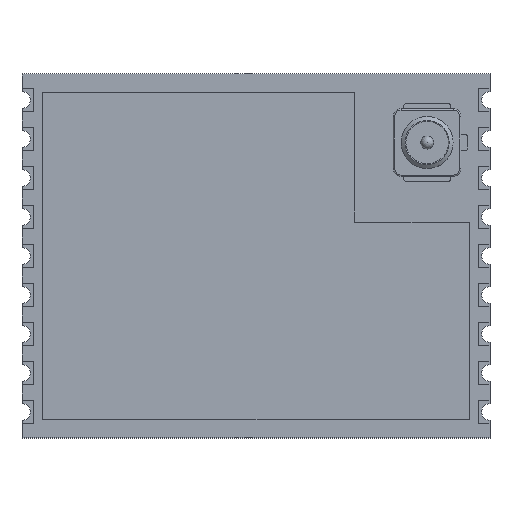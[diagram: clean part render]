
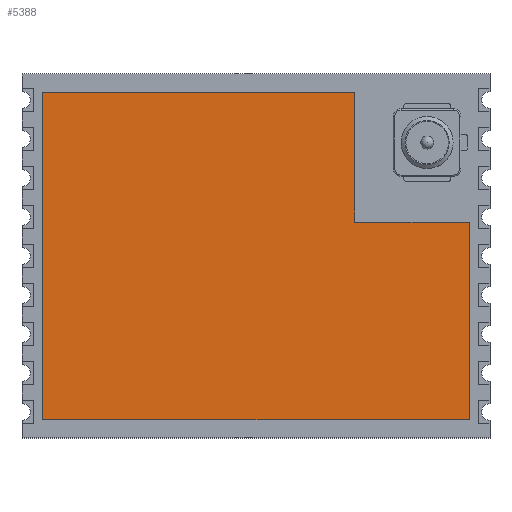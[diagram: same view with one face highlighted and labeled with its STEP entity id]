
A CAD part, top view. The second image highlights one B-rep face of the part: STEP entity #5388.
In plain terms, the highlighted planar face has unit normal (0, 0, 1).
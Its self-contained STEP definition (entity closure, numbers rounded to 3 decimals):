
#603=FACE_OUTER_BOUND('',#910,.T.);
#910=EDGE_LOOP('',(#4841,#4842,#4843,#4844,#4845,#4846));
#1507=LINE('',#9002,#2118);
#1510=LINE('',#9008,#2121);
#1513=LINE('',#9014,#2124);
#1516=LINE('',#9020,#2127);
#1519=LINE('',#9026,#2130);
#1522=LINE('',#9030,#2133);
#2118=VECTOR('',#7391,10.);
#2121=VECTOR('',#7396,10.);
#2124=VECTOR('',#7401,10.);
#2127=VECTOR('',#7406,10.);
#2130=VECTOR('',#7411,10.);
#2133=VECTOR('',#7416,10.);
#2614=VERTEX_POINT('',#8999);
#2615=VERTEX_POINT('',#9001);
#2617=VERTEX_POINT('',#9007);
#2619=VERTEX_POINT('',#9013);
#2621=VERTEX_POINT('',#9019);
#2623=VERTEX_POINT('',#9025);
#3351=EDGE_CURVE('',#2615,#2614,#1507,.T.);
#3354=EDGE_CURVE('',#2617,#2615,#1510,.T.);
#3357=EDGE_CURVE('',#2619,#2617,#1513,.T.);
#3360=EDGE_CURVE('',#2621,#2619,#1516,.T.);
#3363=EDGE_CURVE('',#2623,#2621,#1519,.T.);
#3366=EDGE_CURVE('',#2614,#2623,#1522,.T.);
#4841=ORIENTED_EDGE('',*,*,#3366,.T.);
#4842=ORIENTED_EDGE('',*,*,#3363,.T.);
#4843=ORIENTED_EDGE('',*,*,#3360,.T.);
#4844=ORIENTED_EDGE('',*,*,#3357,.T.);
#4845=ORIENTED_EDGE('',*,*,#3354,.T.);
#4846=ORIENTED_EDGE('',*,*,#3351,.T.);
#5085=PLANE('',#5915);
#5388=ADVANCED_FACE('',(#603),#5085,.T.);
#5915=AXIS2_PLACEMENT_3D('',#9031,#7417,#7418);
#7391=DIRECTION('',(0.,1.,0.));
#7396=DIRECTION('',(-1.,0.,0.));
#7401=DIRECTION('',(0.,1.,0.));
#7406=DIRECTION('',(1.,0.,0.));
#7411=DIRECTION('',(0.,-1.,0.));
#7416=DIRECTION('',(-1.,0.,0.));
#7417=DIRECTION('center_axis',(0.,0.,1.));
#7418=DIRECTION('ref_axis',(1.,0.,0.));
#8999=CARTESIAN_POINT('',(12.8,13.3,3.1));
#9001=CARTESIAN_POINT('',(12.8,8.3,3.1));
#9002=CARTESIAN_POINT('',(12.8,8.3,3.1));
#9007=CARTESIAN_POINT('',(17.2,8.3,3.1));
#9008=CARTESIAN_POINT('',(17.2,8.3,3.1));
#9013=CARTESIAN_POINT('',(17.2,0.7,3.1));
#9014=CARTESIAN_POINT('',(17.2,0.7,3.1));
#9019=CARTESIAN_POINT('',(0.8,0.7,3.1));
#9020=CARTESIAN_POINT('',(0.8,0.7,3.1));
#9025=CARTESIAN_POINT('',(0.8,13.3,3.1));
#9026=CARTESIAN_POINT('',(0.8,13.3,3.1));
#9030=CARTESIAN_POINT('',(12.8,13.3,3.1));
#9031=CARTESIAN_POINT('Origin',(9.,7.,3.1));
